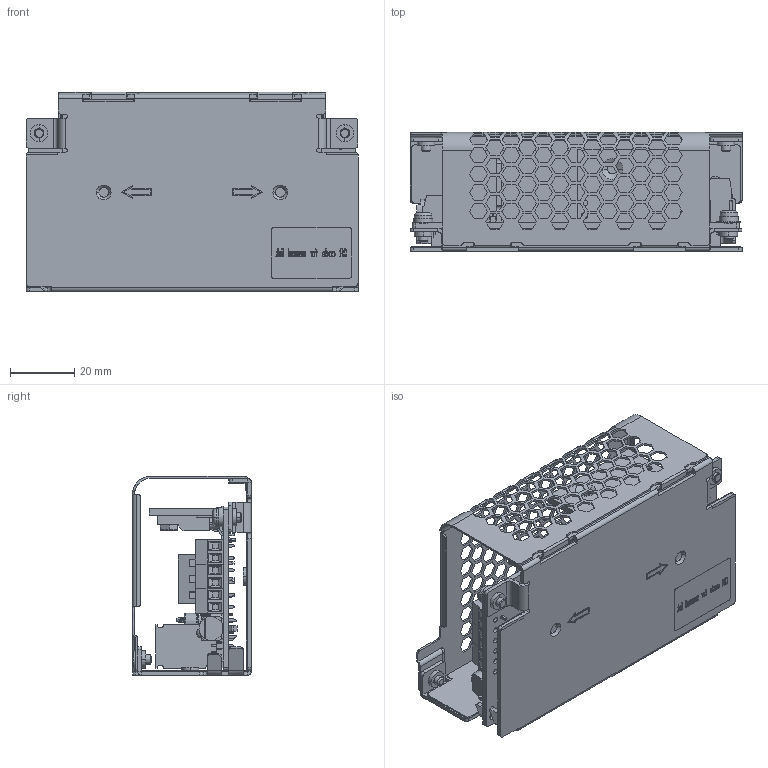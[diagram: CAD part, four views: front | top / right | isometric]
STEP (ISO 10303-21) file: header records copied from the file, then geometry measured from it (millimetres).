
FILE_DESCRIPTION (( 'STEP AP214' ), '1' );
FILE_NAME ('PSFA24-060-U_1.STEP', '2021-05-14T20:09:45', ( '' ), ( '' ), 'SwSTEP 2.0', 'SolidWorks 2021', '' );
FILE_SCHEMA (( 'AUTOMOTIVE_DESIGN' ));
Length unit declared in the file: inch
Products named in the file (1): PSFA24-060-U_1
Bounding box: 103.4 x 37.05 x 62.05 mm (x, y, z)
Volume: 34164.5 mm3; surface area: 74346.6 mm2
Topology: 28 solids, 30 shells, 4021 faces, 10904 edges, 6959 vertices
Faces by surface type: plane 2767, cylinder 741, bspline 408, cone 59, torus 30, sphere 16
Full cylindrical faces by diameter (mm): 2.921 x1, 3 x2, 3.9 x3, 4 x3, 4.013 x3, 5.2 x2, 5.5 x1, 6 x2, 6.5 x2, 7.3 x1
Entity records: 136082 total; most frequent: CARTESIAN_POINT 37122, ORIENTED_EDGE 21546, DIRECTION 18375, EDGE_CURVE 10773, LINE 8267, VECTOR 8267, VERTEX_POINT 6932, AXIS2_PLACEMENT_3D 5054
